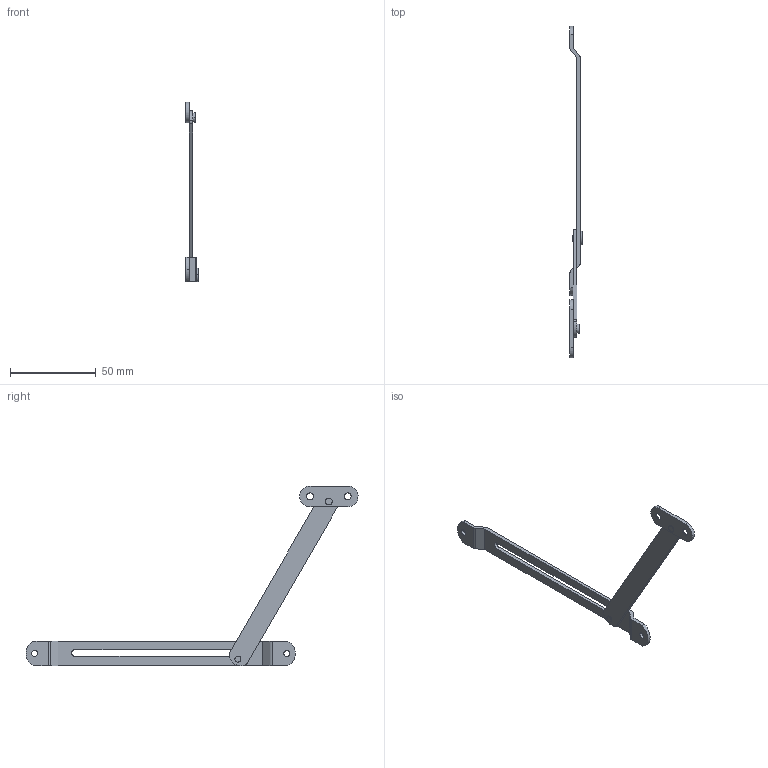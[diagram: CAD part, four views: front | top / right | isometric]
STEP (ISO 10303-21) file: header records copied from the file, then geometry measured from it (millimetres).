
FILE_DESCRIPTION((''),'2;1');
FILE_NAME('','2005-04-20T11:48:20',(''),(''),'','CADfix','');
FILE_SCHEMA(('AUTOMOTIVE_DESIGN'));
Length unit declared in the file: millimetre
Products named in the file (6): rivet_B_mr; rivet_A_mr; bracket_mr; arm_B_mr; arm_A_mr; TM_31_1R_2412_36
Assembly tree (5 placements, depth 2):
  TM_31_1R_2412_36
    rivet_B_mr
    rivet_A_mr
    bracket_mr
    arm_B_mr
    arm_A_mr
Bounding box: 8 x 193.48 x 104.8 mm (x, y, z)
Volume: 7135.7 mm3; surface area: 9192 mm2
Topology: 5 solids, 5 shells, 86 faces, 272 edges, 200 vertices
Faces by surface type: bspline 86
Entity records: 3296 total; most frequent: CARTESIAN_POINT 1668, ORIENTED_EDGE 544, EDGE_CURVE 272, VERTEX_POINT 200, QUASI_UNIFORM_CURVE 114, EDGE_LOOP 106, FACE_OUTER_BOUND 86, ADVANCED_FACE 86
